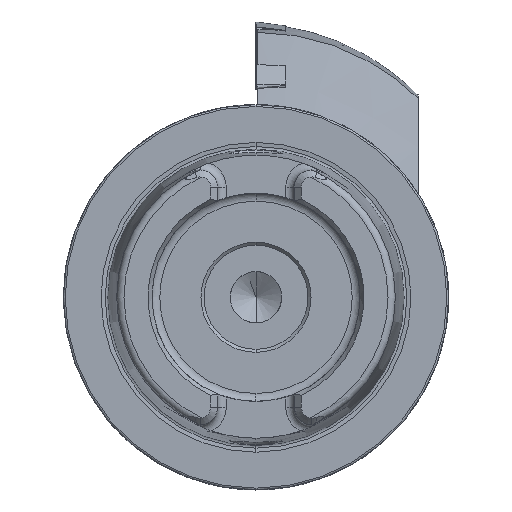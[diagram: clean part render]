
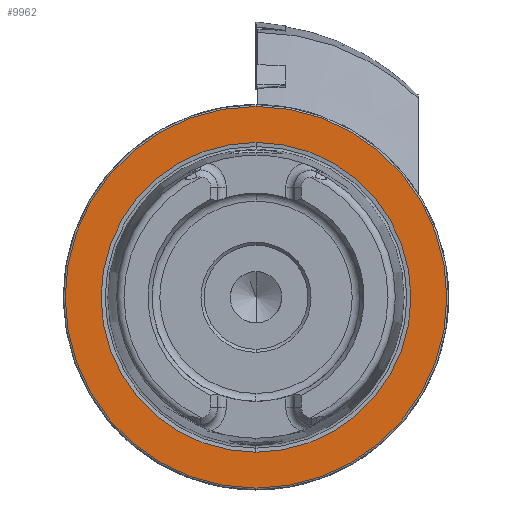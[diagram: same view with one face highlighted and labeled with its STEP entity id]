
A CAD part, left-side view. The second image highlights one B-rep face of the part: STEP entity #9962.
In plain terms, the highlighted planar face has unit normal (-1, 0, 0).
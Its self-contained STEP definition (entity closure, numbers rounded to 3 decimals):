
#392 = CARTESIAN_POINT ( 'NONE',  ( 0., 0., 25.324 ) ) ;
#408 = CARTESIAN_POINT ( 'NONE',  ( 0., 0., -25.324 ) ) ;
#458 = CARTESIAN_POINT ( 'NONE',  ( 0., 0., -31.2 ) ) ;
#471 = CARTESIAN_POINT ( 'NONE',  ( 0., 0., 31.2 ) ) ;
#1882 = AXIS2_PLACEMENT_3D ( 'NONE', #2210, #2209, #2207 ) ;
#1883 = AXIS2_PLACEMENT_3D ( 'NONE', #2206, #2205, #2204 ) ;
#2204 = DIRECTION ( 'NONE',  ( 0., 0., 1. ) ) ;
#2205 = DIRECTION ( 'NONE',  ( -1., 0., 0. ) ) ;
#2206 = CARTESIAN_POINT ( 'NONE',  ( 0., 0., 0. ) ) ;
#2207 = DIRECTION ( 'NONE',  ( 0., 0., 1. ) ) ;
#2209 = DIRECTION ( 'NONE',  ( -1., 0., 0. ) ) ;
#2210 = CARTESIAN_POINT ( 'NONE',  ( 0., 0., 0. ) ) ;
#3040 = DIRECTION ( 'NONE',  ( 0., 0., 1. ) ) ;
#3041 = DIRECTION ( 'NONE',  ( -1., 0., 0. ) ) ;
#3042 = CARTESIAN_POINT ( 'NONE',  ( 0., 0., 0. ) ) ;
#3052 = DIRECTION ( 'NONE',  ( 0., 0., 1. ) ) ;
#3055 = DIRECTION ( 'NONE',  ( -1., 0., 0. ) ) ;
#3056 = CARTESIAN_POINT ( 'NONE',  ( 0., 0., 0. ) ) ;
#3566 = DIRECTION ( 'NONE',  ( 0., 0., -1. ) ) ;
#3569 = PLANE ( 'NONE',  #12398 ) ;
#3571 = CARTESIAN_POINT ( 'NONE',  ( 0., 31.2, 0. ) ) ;
#3582 = DIRECTION ( 'NONE',  ( 1., 0., 0. ) ) ;
#4230 = FACE_BOUND ( 'NONE', #10248, .T. ) ;
#4231 = CIRCLE ( 'NONE', #12480, 31.2 ) ;
#4242 = CIRCLE ( 'NONE', #12477, 25.324 ) ;
#4282 = FACE_OUTER_BOUND ( 'NONE', #10232, .T. ) ;
#5612 = ORIENTED_EDGE ( 'NONE', *, *, #12892, .F. ) ;
#5613 = ORIENTED_EDGE ( 'NONE', *, *, #12608, .F. ) ;
#5614 = ORIENTED_EDGE ( 'NONE', *, *, #12612, .T. ) ;
#5615 = ORIENTED_EDGE ( 'NONE', *, *, #12891, .T. ) ;
#5963 = VERTEX_POINT ( 'NONE', #392 ) ;
#5968 = VERTEX_POINT ( 'NONE', #408 ) ;
#5984 = VERTEX_POINT ( 'NONE', #458 ) ;
#5993 = VERTEX_POINT ( 'NONE', #471 ) ;
#6186 = CIRCLE ( 'NONE', #1883, 25.324 ) ;
#6200 = CIRCLE ( 'NONE', #1882, 31.2 ) ;
#9962 = ADVANCED_FACE ( 'NONE', ( #4230, #4282 ), #3569, .F. ) ;
#10232 = EDGE_LOOP ( 'NONE', ( #5614, #5615 ) ) ;
#10248 = EDGE_LOOP ( 'NONE', ( #5612, #5613 ) ) ;
#12398 = AXIS2_PLACEMENT_3D ( 'NONE', #3571, #3582, #3566 ) ;
#12477 = AXIS2_PLACEMENT_3D ( 'NONE', #3056, #3055, #3052 ) ;
#12480 = AXIS2_PLACEMENT_3D ( 'NONE', #3042, #3041, #3040 ) ;
#12608 = EDGE_CURVE ( 'NONE', #5968, #5963, #4242, .T. ) ;
#12612 = EDGE_CURVE ( 'NONE', #5993, #5984, #4231, .T. ) ;
#12891 = EDGE_CURVE ( 'NONE', #5984, #5993, #6200, .T. ) ;
#12892 = EDGE_CURVE ( 'NONE', #5963, #5968, #6186, .T. ) ;
